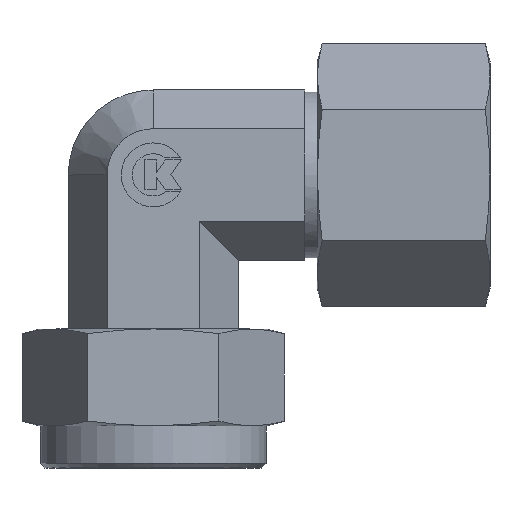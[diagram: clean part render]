
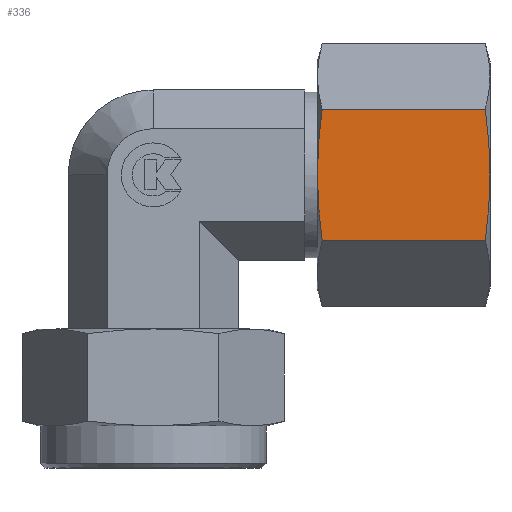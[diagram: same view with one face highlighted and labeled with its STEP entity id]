
A CAD part, top view. The second image highlights one B-rep face of the part: STEP entity #336.
In plain terms, the highlighted planar face has unit normal (0, 0, 1).
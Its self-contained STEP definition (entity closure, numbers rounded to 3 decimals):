
#336 = ADVANCED_FACE( '', ( #706 ), #707, .F. );
#706 = FACE_OUTER_BOUND( '', #1106, .T. );
#707 = PLANE( '', #1107 );
#1106 = EDGE_LOOP( '', ( #2396, #2397, #2398, #2399, #2400, #2401 ) );
#1107 = AXIS2_PLACEMENT_3D( '', #2402, #2403, #2404 );
#2396 = ORIENTED_EDGE( '', *, *, #2993, .F. );
#2397 = ORIENTED_EDGE( '', *, *, #2985, .F. );
#2398 = ORIENTED_EDGE( '', *, *, #2994, .F. );
#2399 = ORIENTED_EDGE( '', *, *, #2995, .F. );
#2400 = ORIENTED_EDGE( '', *, *, #2988, .T. );
#2401 = ORIENTED_EDGE( '', *, *, #2996, .F. );
#2402 = CARTESIAN_POINT( '', ( 40., -7.794, 13.5 ) );
#2403 = DIRECTION( '', ( 0., 0., -1. ) );
#2404 = DIRECTION( '', ( 0., -1., 0. ) );
#2985 = EDGE_CURVE( '', #3655, #3657, #3658, .T. );
#2988 = EDGE_CURVE( '', #3663, #3660, #3664, .T. );
#2993 = EDGE_CURVE( '', #3657, #3670, #3671, .T. );
#2994 = EDGE_CURVE( '', #3672, #3655, #3673, .T. );
#2995 = EDGE_CURVE( '', #3663, #3672, #3674, .T. );
#2996 = EDGE_CURVE( '', #3670, #3660, #3675, .T. );
#3655 = VERTEX_POINT( '', #4964 );
#3657 = VERTEX_POINT( '', #4975 );
#3658 = LINE( '', #4976, #4977 );
#3660 = VERTEX_POINT( '', #4988 );
#3663 = VERTEX_POINT( '', #5000 );
#3664 = LINE( '', #5001, #5002 );
#3670 = VERTEX_POINT( '', #5036 );
#3671 = ( B_SPLINE_CURVE( 2, ( #5038, #5039, #5040 ), .UNSPECIFIED., .F., .F. )B_SPLINE_CURVE_WITH_KNOTS( ( 3, 3 ), ( 6.513, 15.221 ), .UNSPECIFIED. )RATIONAL_B_SPLINE_CURVE( ( 1.058, 1.068, 1. ) )BOUNDED_CURVE(  )REPRESENTATION_ITEM( '' )GEOMETRIC_REPRESENTATION_ITEM(  )CURVE(  ) );
#3672 = VERTEX_POINT( '', #5047 );
#3673 = ( B_SPLINE_CURVE( 2, ( #5049, #5050, #5051 ), .UNSPECIFIED., .F., .F. )B_SPLINE_CURVE_WITH_KNOTS( ( 3, 3 ), ( 15.221, 23.928 ), .UNSPECIFIED. )RATIONAL_B_SPLINE_CURVE( ( 1., 1.068, 1.058 ) )BOUNDED_CURVE(  )REPRESENTATION_ITEM( '' )GEOMETRIC_REPRESENTATION_ITEM(  )CURVE(  ) );
#3674 = ( B_SPLINE_CURVE( 2, ( #5059, #5060, #5061 ), .UNSPECIFIED., .F., .F. )B_SPLINE_CURVE_WITH_KNOTS( ( 3, 3 ), ( 6.513, 15.221 ), .UNSPECIFIED. )RATIONAL_B_SPLINE_CURVE( ( 1.058, 1.068, 1. ) )BOUNDED_CURVE(  )REPRESENTATION_ITEM( '' )GEOMETRIC_REPRESENTATION_ITEM(  )CURVE(  ) );
#3675 = ( B_SPLINE_CURVE( 2, ( #5069, #5070, #5071 ), .UNSPECIFIED., .F., .F. )B_SPLINE_CURVE_WITH_KNOTS( ( 3, 3 ), ( 15.221, 23.928 ), .UNSPECIFIED. )RATIONAL_B_SPLINE_CURVE( ( 1., 1.068, 1.058 ) )BOUNDED_CURVE(  )REPRESENTATION_ITEM( '' )GEOMETRIC_REPRESENTATION_ITEM(  )CURVE(  ) );
#4964 = CARTESIAN_POINT( '', ( 39.44, -7.794, 13.5 ) );
#4975 = CARTESIAN_POINT( '', ( 20.06, -7.794, 13.5 ) );
#4976 = CARTESIAN_POINT( '', ( 40., -7.794, 13.5 ) );
#4977 = VECTOR( '', #5820, 1. );
#4988 = CARTESIAN_POINT( '', ( 20.06, 7.794, 13.5 ) );
#5000 = CARTESIAN_POINT( '', ( 39.44, 7.794, 13.5 ) );
#5001 = CARTESIAN_POINT( '', ( 40., 7.794, 13.5 ) );
#5002 = VECTOR( '', #5821, 1. );
#5036 = CARTESIAN_POINT( '', ( 19.5, 0., 13.5 ) );
#5038 = CARTESIAN_POINT( '', ( 20.06, -7.794, 13.5 ) );
#5039 = CARTESIAN_POINT( '', ( 19.5, -3.617, 13.5 ) );
#5040 = CARTESIAN_POINT( '', ( 19.5, 0., 13.5 ) );
#5047 = CARTESIAN_POINT( '', ( 40., 0., 13.5 ) );
#5049 = CARTESIAN_POINT( '', ( 40., 0., 13.5 ) );
#5050 = CARTESIAN_POINT( '', ( 40., -3.617, 13.5 ) );
#5051 = CARTESIAN_POINT( '', ( 39.44, -7.794, 13.5 ) );
#5059 = CARTESIAN_POINT( '', ( 39.44, 7.794, 13.5 ) );
#5060 = CARTESIAN_POINT( '', ( 40., 3.617, 13.5 ) );
#5061 = CARTESIAN_POINT( '', ( 40., 0., 13.5 ) );
#5069 = CARTESIAN_POINT( '', ( 19.5, 0., 13.5 ) );
#5070 = CARTESIAN_POINT( '', ( 19.5, 3.617, 13.5 ) );
#5071 = CARTESIAN_POINT( '', ( 20.06, 7.794, 13.5 ) );
#5820 = DIRECTION( '', ( -1., 0., 0. ) );
#5821 = DIRECTION( '', ( -1., 0., 0. ) );
